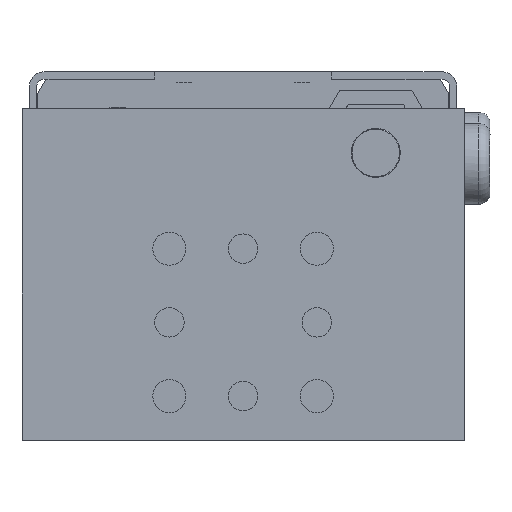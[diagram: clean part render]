
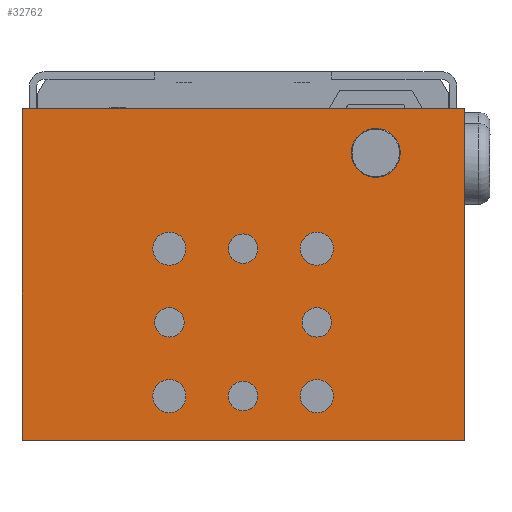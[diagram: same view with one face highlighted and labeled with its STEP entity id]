
A CAD part, left-side view. The second image highlights one B-rep face of the part: STEP entity #32762.
In plain terms, the highlighted face is planar.
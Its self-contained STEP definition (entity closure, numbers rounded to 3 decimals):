
#32245=CARTESIAN_POINT('',(70.,2.,25.));
#32246=VERTEX_POINT('',#32245);
#32247=CARTESIAN_POINT('',(70.,0.,25.));
#32248=DIRECTION('',(-1.0,0.0,0.0));
#32249=DIRECTION('',(0.0,-1.0,0.0));
#32250=AXIS2_PLACEMENT_3D('',#32247,#32248,#32249);
#32251=CIRCLE('',#32250,2.0);
#32252=EDGE_CURVE('',#32246,#32246,#32251,.T.);
#32265=CARTESIAN_POINT('',(70.,12.,15.));
#32266=VERTEX_POINT('',#32265);
#32267=CARTESIAN_POINT('',(70.,10.,15.));
#32268=DIRECTION('',(-1.0,0.0,0.0));
#32269=DIRECTION('',(0.0,-1.0,0.0));
#32270=AXIS2_PLACEMENT_3D('',#32267,#32268,#32269);
#32271=CIRCLE('',#32270,2.0);
#32272=EDGE_CURVE('',#32266,#32266,#32271,.T.);
#32285=CARTESIAN_POINT('',(70.,-8.,15.));
#32286=VERTEX_POINT('',#32285);
#32287=CARTESIAN_POINT('',(70.,-10.,15.));
#32288=DIRECTION('',(-1.0,0.0,0.0));
#32289=DIRECTION('',(0.0,-1.0,0.0));
#32290=AXIS2_PLACEMENT_3D('',#32287,#32288,#32289);
#32291=CIRCLE('',#32290,2.0);
#32292=EDGE_CURVE('',#32286,#32286,#32291,.T.);
#32305=CARTESIAN_POINT('',(70.,2.,5.));
#32306=VERTEX_POINT('',#32305);
#32307=CARTESIAN_POINT('',(70.,0.,5.));
#32308=DIRECTION('',(-1.0,0.0,0.0));
#32309=DIRECTION('',(0.0,-1.0,0.0));
#32310=AXIS2_PLACEMENT_3D('',#32307,#32308,#32309);
#32311=CIRCLE('',#32310,2.0);
#32312=EDGE_CURVE('',#32306,#32306,#32311,.T.);
#32365=CARTESIAN_POINT('',(70.,12.25,25.));
#32366=VERTEX_POINT('',#32365);
#32367=CARTESIAN_POINT('',(70.,10.,25.));
#32368=DIRECTION('',(-1.0,0.0,0.0));
#32369=DIRECTION('',(0.0,-1.0,0.0));
#32370=AXIS2_PLACEMENT_3D('',#32367,#32368,#32369);
#32371=CIRCLE('',#32370,2.25);
#32372=EDGE_CURVE('',#32366,#32366,#32371,.T.);
#32425=CARTESIAN_POINT('',(70.,-7.75,5.));
#32426=VERTEX_POINT('',#32425);
#32427=CARTESIAN_POINT('',(70.,-10.,5.));
#32428=DIRECTION('',(-1.0,0.0,0.0));
#32429=DIRECTION('',(0.0,-1.0,0.0));
#32430=AXIS2_PLACEMENT_3D('',#32427,#32428,#32429);
#32431=CIRCLE('',#32430,2.25);
#32432=EDGE_CURVE('',#32426,#32426,#32431,.T.);
#32485=CARTESIAN_POINT('',(70.,-7.75,25.));
#32486=VERTEX_POINT('',#32485);
#32487=CARTESIAN_POINT('',(70.,-10.,25.));
#32488=DIRECTION('',(-1.0,0.0,0.0));
#32489=DIRECTION('',(0.0,-1.0,0.0));
#32490=AXIS2_PLACEMENT_3D('',#32487,#32488,#32489);
#32491=CIRCLE('',#32490,2.25);
#32492=EDGE_CURVE('',#32486,#32486,#32491,.T.);
#32545=CARTESIAN_POINT('',(70.,12.25,5.));
#32546=VERTEX_POINT('',#32545);
#32547=CARTESIAN_POINT('',(70.,10.,5.));
#32548=DIRECTION('',(-1.0,0.0,0.0));
#32549=DIRECTION('',(0.0,-1.0,0.0));
#32550=AXIS2_PLACEMENT_3D('',#32547,#32548,#32549);
#32551=CIRCLE('',#32550,2.25);
#32552=EDGE_CURVE('',#32546,#32546,#32551,.T.);
#32616=CARTESIAN_POINT('',(70.,21.323,38.));
#32617=VERTEX_POINT('',#32616);
#32618=CARTESIAN_POINT('',(70.,18.,38.));
#32619=DIRECTION('',(-1.0,0.0,0.0));
#32620=DIRECTION('',(0.0,-1.0,0.0));
#32621=AXIS2_PLACEMENT_3D('',#32618,#32619,#32620);
#32622=CIRCLE('',#32621,3.324);
#32623=EDGE_CURVE('',#32617,#32617,#32622,.T.);
#32673=CARTESIAN_POINT('',(70.,30.,44.));
#32674=VERTEX_POINT('',#32673);
#32681=CARTESIAN_POINT('',(70.,30.,-1.));
#32682=VERTEX_POINT('',#32681);
#32683=CARTESIAN_POINT('',(70.,30.,44.));
#32684=DIRECTION('',(0.0,0.0,-1.0));
#32685=VECTOR('',#32684,45.);
#32686=LINE('',#32683,#32685);
#32687=EDGE_CURVE('',#32674,#32682,#32686,.T.);
#32705=CARTESIAN_POINT('',(70.,0.,21.5));
#32706=DIRECTION('',(-1.0,0.0,0.0));
#32707=DIRECTION('',(0.0,-1.0,0.0));
#32708=AXIS2_PLACEMENT_3D('',#32705,#32706,#32707);
#32709=PLANE('',#32708);
#32710=CARTESIAN_POINT('',(70.,-30.,-1.));
#32711=VERTEX_POINT('',#32710);
#32712=CARTESIAN_POINT('',(70.,-30.,44.));
#32713=VERTEX_POINT('',#32712);
#32714=CARTESIAN_POINT('',(70.,-30.,-1.));
#32715=DIRECTION('',(0.0,0.0,1.0));
#32716=VECTOR('',#32715,45.0);
#32717=LINE('',#32714,#32716);
#32718=EDGE_CURVE('',#32711,#32713,#32717,.T.);
#32719=ORIENTED_EDGE('',*,*,#32718,.F.);
#32720=CARTESIAN_POINT('',(70.,30.,-1.));
#32721=DIRECTION('',(0.0,-1.0,0.0));
#32722=VECTOR('',#32721,60.0);
#32723=LINE('',#32720,#32722);
#32724=EDGE_CURVE('',#32682,#32711,#32723,.T.);
#32725=ORIENTED_EDGE('',*,*,#32724,.F.);
#32726=ORIENTED_EDGE('',*,*,#32687,.F.);
#32727=CARTESIAN_POINT('',(70.,-30.,44.));
#32728=DIRECTION('',(0.0,1.0,0.0));
#32729=VECTOR('',#32728,60.0);
#32730=LINE('',#32727,#32729);
#32731=EDGE_CURVE('',#32713,#32674,#32730,.T.);
#32732=ORIENTED_EDGE('',*,*,#32731,.F.);
#32733=EDGE_LOOP('',(#32719,#32725,#32726,#32732));
#32734=FACE_OUTER_BOUND('',#32733,.T.);
#32735=ORIENTED_EDGE('',*,*,#32252,.T.);
#32736=EDGE_LOOP('',(#32735));
#32737=FACE_BOUND('',#32736,.T.);
#32738=ORIENTED_EDGE('',*,*,#32272,.T.);
#32739=EDGE_LOOP('',(#32738));
#32740=FACE_BOUND('',#32739,.T.);
#32741=ORIENTED_EDGE('',*,*,#32292,.T.);
#32742=EDGE_LOOP('',(#32741));
#32743=FACE_BOUND('',#32742,.T.);
#32744=ORIENTED_EDGE('',*,*,#32312,.T.);
#32745=EDGE_LOOP('',(#32744));
#32746=FACE_BOUND('',#32745,.T.);
#32747=ORIENTED_EDGE('',*,*,#32372,.T.);
#32748=EDGE_LOOP('',(#32747));
#32749=FACE_BOUND('',#32748,.T.);
#32750=ORIENTED_EDGE('',*,*,#32432,.T.);
#32751=EDGE_LOOP('',(#32750));
#32752=FACE_BOUND('',#32751,.T.);
#32753=ORIENTED_EDGE('',*,*,#32492,.T.);
#32754=EDGE_LOOP('',(#32753));
#32755=FACE_BOUND('',#32754,.T.);
#32756=ORIENTED_EDGE('',*,*,#32552,.T.);
#32757=EDGE_LOOP('',(#32756));
#32758=FACE_BOUND('',#32757,.T.);
#32759=ORIENTED_EDGE('',*,*,#32623,.T.);
#32760=EDGE_LOOP('',(#32759));
#32761=FACE_BOUND('',#32760,.T.);
#32762=ADVANCED_FACE('',(#32734,#32737,#32740,#32743,#32746,#32749,#32752,#32755,#32758,#32761),#32709,.F.);
